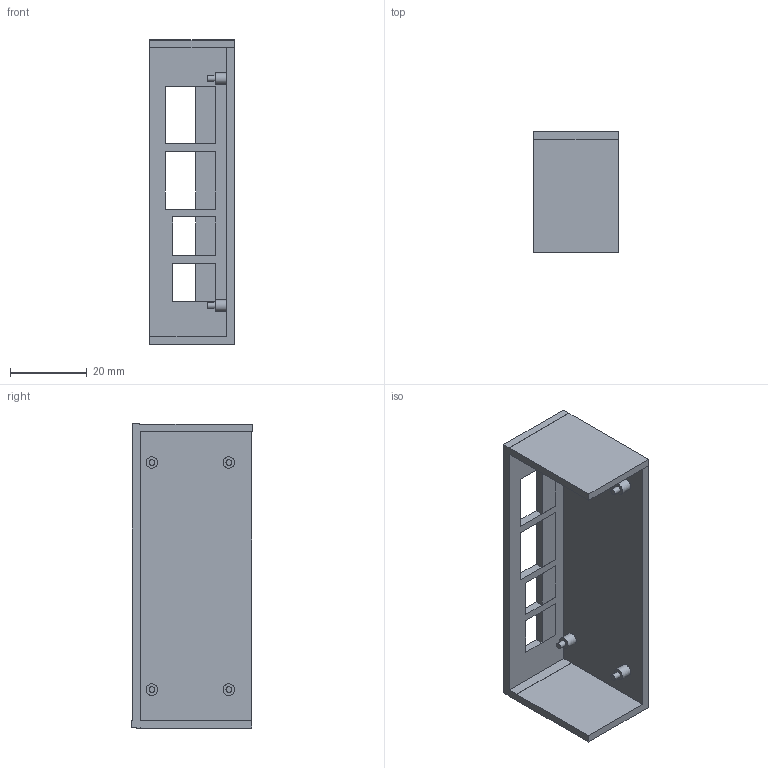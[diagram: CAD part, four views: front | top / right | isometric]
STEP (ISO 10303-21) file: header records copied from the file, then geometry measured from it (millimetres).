
FILE_DESCRIPTION(/* description */ (''),/* implementation_level */ '2;1');
FILE_NAME(/* name */ 'pbk.step',/* time_stamp */ '2023-03-13T12:41:35+10:00',/* author */ (''),/* organization */ (''),/* preprocessor_version */ 'ST-DEVELOPER v19.2',/* originating_system */ 'Autodesk Translation Framework v11.17.0.187',/* authorisation */ '');
FILE_SCHEMA (('AUTOMOTIVE_DESIGN { 1 0 10303 214 3 1 1 }'));
Length unit declared in the file: millimetre
Products named in the file (3): powerbank; Lid; pb2-1 v3
Assembly tree (2 placements, depth 2):
  powerbank
    Lid
    pb2-1 v3
Bounding box: 22 x 31.49 x 79.05 mm (x, y, z)
Volume: 9943.4 mm3; surface area: 10713 mm2
Topology: 1 solids, 1 shells, 63 faces, 159 edges, 106 vertices
Faces by surface type: plane 55, cylinder 8
Full cylindrical faces by diameter (mm): 1.5 x4, 3 x4
Entity records: 1969 total; most frequent: CARTESIAN_POINT 333, ORIENTED_EDGE 318, DIRECTION 311, EDGE_CURVE 159, LINE 143, VECTOR 143, VERTEX_POINT 106, AXIS2_PLACEMENT_3D 84
